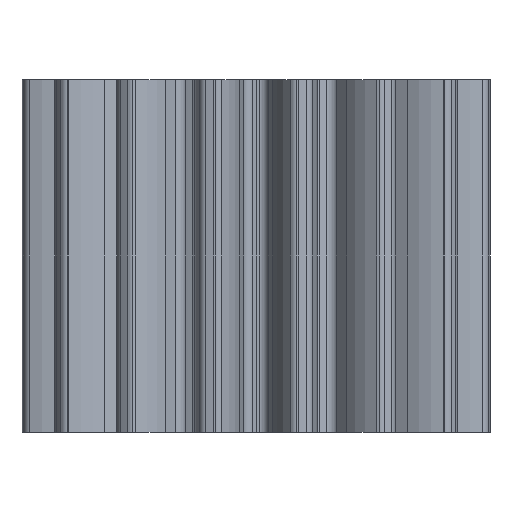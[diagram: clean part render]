
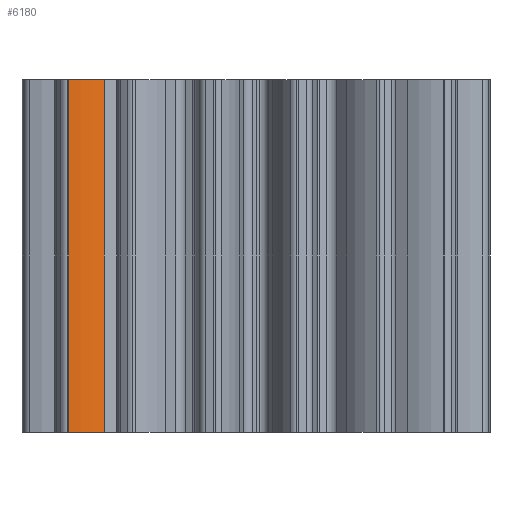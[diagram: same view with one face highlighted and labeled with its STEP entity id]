
A CAD part, left-side view. The second image highlights one B-rep face of the part: STEP entity #6180.
In plain terms, the highlighted free-form (B-spline) face has degree [3, 1] with [5, 2] control points.
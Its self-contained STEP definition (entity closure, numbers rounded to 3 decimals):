
#492 = EDGE_LOOP ( 'NONE', ( #659, #657, #658, #656 ) ) ;
#656 = ORIENTED_EDGE ( 'NONE', *, *, #6039, .T. ) ;
#657 = ORIENTED_EDGE ( 'NONE', *, *, #5911, .F. ) ;
#658 = ORIENTED_EDGE ( 'NONE', *, *, #5913, .F. ) ;
#659 = ORIENTED_EDGE ( 'NONE', *, *, #5912, .T. ) ;
#1010 = B_SPLINE_CURVE_WITH_KNOTS ( 'NONE', 3,
 ( #4254, #4255, #4256, #4257, #4258 ),
 .UNSPECIFIED., .F., .F.,
 ( 4, 1, 4 ),
 ( 0., 0.199, 0.433 ),
 .UNSPECIFIED. ) ;
#1012 = B_SPLINE_CURVE_WITH_KNOTS ( 'NONE', 3,
 ( #4246, #4250, #4251, #4252, #4253 ),
 .UNSPECIFIED., .F., .F.,
 ( 4, 1, 4 ),
 ( 0., 0.199, 0.433 ),
 .UNSPECIFIED. ) ;
#1055 = FACE_OUTER_BOUND ( 'NONE', #492, .T. ) ;
#1228 = VECTOR ( 'NONE', #1804, 1000. ) ;
#1283 = VECTOR ( 'NONE', #4249, 1000. ) ;
#1802 = LINE ( 'NONE', #1803, #1228 ) ;
#1803 = CARTESIAN_POINT ( 'NONE',  ( -1.58, 2.131, 4. ) ) ;
#1804 = DIRECTION ( 'NONE',  ( 0., 0., -1. ) ) ;
#2256 = CARTESIAN_POINT ( 'NONE',  ( -1.58, 2.131, 4. ) ) ;
#2257 = CARTESIAN_POINT ( 'NONE',  ( -1.58, 2.131, 0. ) ) ;
#2258 = CARTESIAN_POINT ( 'NONE',  ( -1.576, 2.065, 4. ) ) ;
#2259 = CARTESIAN_POINT ( 'NONE',  ( -1.576, 2.065, 0. ) ) ;
#2260 = CARTESIAN_POINT ( 'NONE',  ( -1.552, 1.922, 4. ) ) ;
#2261 = CARTESIAN_POINT ( 'NONE',  ( -1.552, 1.922, 0. ) ) ;
#2262 = CARTESIAN_POINT ( 'NONE',  ( -1.495, 1.789, 4. ) ) ;
#2263 = CARTESIAN_POINT ( 'NONE',  ( -1.495, 1.789, 0. ) ) ;
#2264 = CARTESIAN_POINT ( 'NONE',  ( -1.457, 1.722, 4. ) ) ;
#2265 = CARTESIAN_POINT ( 'NONE',  ( -1.457, 1.722, 0. ) ) ;
#3728 = CARTESIAN_POINT ( 'NONE',  ( -1.457, 1.722, 4. ) ) ;
#3730 = CARTESIAN_POINT ( 'NONE',  ( -1.457, 1.722, 0. ) ) ;
#3783 = CARTESIAN_POINT ( 'NONE',  ( -1.58, 2.131, 0. ) ) ;
#3785 = CARTESIAN_POINT ( 'NONE',  ( -1.58, 2.131, 4. ) ) ;
#4246 = CARTESIAN_POINT ( 'NONE',  ( -1.58, 2.131, 0. ) ) ;
#4247 = LINE ( 'NONE', #4248, #1283 ) ;
#4248 = CARTESIAN_POINT ( 'NONE',  ( -1.457, 1.722, 4. ) ) ;
#4249 = DIRECTION ( 'NONE',  ( 0., 0., -1. ) ) ;
#4250 = CARTESIAN_POINT ( 'NONE',  ( -1.576, 2.065, 0. ) ) ;
#4251 = CARTESIAN_POINT ( 'NONE',  ( -1.552, 1.922, 0. ) ) ;
#4252 = CARTESIAN_POINT ( 'NONE',  ( -1.495, 1.789, 0. ) ) ;
#4253 = CARTESIAN_POINT ( 'NONE',  ( -1.457, 1.722, 0. ) ) ;
#4254 = CARTESIAN_POINT ( 'NONE',  ( -1.58, 2.131, 4. ) ) ;
#4255 = CARTESIAN_POINT ( 'NONE',  ( -1.576, 2.065, 4. ) ) ;
#4256 = CARTESIAN_POINT ( 'NONE',  ( -1.552, 1.922, 4. ) ) ;
#4257 = CARTESIAN_POINT ( 'NONE',  ( -1.495, 1.789, 4. ) ) ;
#4258 = CARTESIAN_POINT ( 'NONE',  ( -1.457, 1.722, 4. ) ) ;
#4870 = VERTEX_POINT ( 'NONE', #3728 ) ;
#4872 = VERTEX_POINT ( 'NONE', #3730 ) ;
#4925 = VERTEX_POINT ( 'NONE', #3783 ) ;
#4927 = VERTEX_POINT ( 'NONE', #3785 ) ;
#5747 = B_SPLINE_SURFACE_WITH_KNOTS ( 'NONE', 3, 1, ( 
 ( #2256, #2257 ),
 ( #2258, #2259 ),
 ( #2260, #2261 ),
 ( #2262, #2263 ),
 ( #2264, #2265 ) ),
 .UNSPECIFIED., .F., .F., .F.,
 ( 4, 1, 4 ),
 ( 2, 2 ),
 ( 0., 0.199, 0.433 ),
 ( 0., 1. ),
 .UNSPECIFIED. ) ;
#5911 = EDGE_CURVE ( 'NONE', #4870, #4872, #4247, .T. ) ;
#5912 = EDGE_CURVE ( 'NONE', #4925, #4872, #1012, .T. ) ;
#5913 = EDGE_CURVE ( 'NONE', #4927, #4870, #1010, .T. ) ;
#6039 = EDGE_CURVE ( 'NONE', #4927, #4925, #1802, .T. ) ;
#6180 = ADVANCED_FACE ( 'NONE', ( #1055 ), #5747, .F. ) ;
